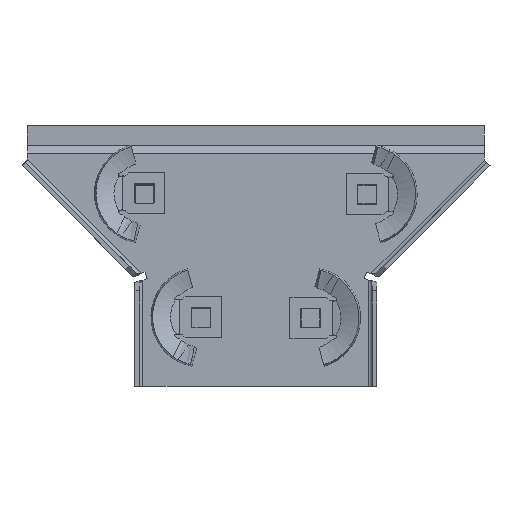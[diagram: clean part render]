
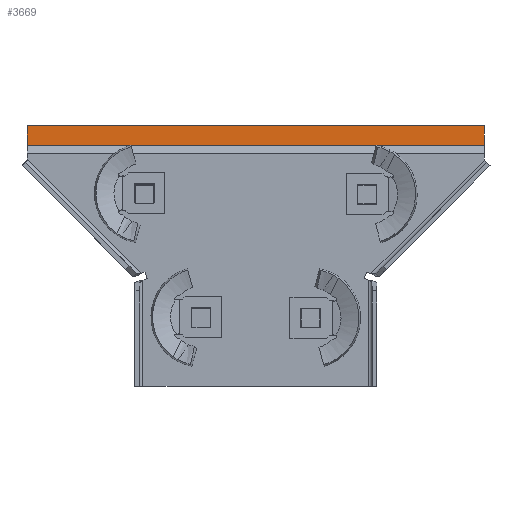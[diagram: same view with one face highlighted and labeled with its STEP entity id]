
A CAD part, front view. The second image highlights one B-rep face of the part: STEP entity #3669.
In plain terms, the highlighted planar face has unit normal (0, -1, 0).
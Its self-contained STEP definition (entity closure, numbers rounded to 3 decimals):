
#1 = LINE ( 'NONE', #5454, #5237 ) ;
#214 = CARTESIAN_POINT ( 'NONE',  ( 100.283, 1.253, -9.684 ) ) ;
#252 = DIRECTION ( 'NONE',  ( 0., 0., -1. ) ) ;
#289 = LINE ( 'NONE', #4774, #1363 ) ;
#647 = VERTEX_POINT ( 'NONE', #6279 ) ;
#670 = EDGE_CURVE ( 'NONE', #5325, #1930, #289, .T. ) ;
#698 = DIRECTION ( 'NONE',  ( 1., 0., 0. ) ) ;
#979 = VECTOR ( 'NONE', #4481, 1000. ) ;
#1020 = EDGE_CURVE ( 'NONE', #1530, #2063, #1895, .T. ) ;
#1084 = VECTOR ( 'NONE', #6116, 1000. ) ;
#1090 = LINE ( 'NONE', #3609, #979 ) ;
#1363 = VECTOR ( 'NONE', #698, 1000. ) ;
#1379 = ORIENTED_EDGE ( 'NONE', *, *, #1020, .F. ) ;
#1530 = VERTEX_POINT ( 'NONE', #3938 ) ;
#1784 = ORIENTED_EDGE ( 'NONE', *, *, #2441, .F. ) ;
#1895 = LINE ( 'NONE', #3369, #5733 ) ;
#1930 = VERTEX_POINT ( 'NONE', #2060 ) ;
#2060 = CARTESIAN_POINT ( 'NONE',  ( 100.283, 1.253, -0.818 ) ) ;
#2063 = VERTEX_POINT ( 'NONE', #214 ) ;
#2110 = CARTESIAN_POINT ( 'NONE',  ( 100.283, 1.253, -0.818 ) ) ;
#2258 = CARTESIAN_POINT ( 'NONE',  ( -100.283, 1.253, -9.062 ) ) ;
#2428 = CARTESIAN_POINT ( 'NONE',  ( -100.283, 1.253, -0.818 ) ) ;
#2441 = EDGE_CURVE ( 'NONE', #2063, #4250, #1, .T. ) ;
#2893 = FACE_OUTER_BOUND ( 'NONE', #5166, .T. ) ;
#3006 = ORIENTED_EDGE ( 'NONE', *, *, #3719, .F. ) ;
#3289 = AXIS2_PLACEMENT_3D ( 'NONE', #4421, #6450, #3943 ) ;
#3306 = ORIENTED_EDGE ( 'NONE', *, *, #670, .F. ) ;
#3351 = VECTOR ( 'NONE', #252, 1000. ) ;
#3369 = CARTESIAN_POINT ( 'NONE',  ( 100.283, 1.253, -116.018 ) ) ;
#3609 = CARTESIAN_POINT ( 'NONE',  ( -100.283, 1.253, -0.818 ) ) ;
#3669 = ADVANCED_FACE ( 'NONE', ( #2893 ), #4915, .T. ) ;
#3719 = EDGE_CURVE ( 'NONE', #1930, #1530, #4545, .T. ) ;
#3785 = DIRECTION ( 'NONE',  ( 0., 0., -1. ) ) ;
#3800 = EDGE_CURVE ( 'NONE', #647, #5325, #1090, .T. ) ;
#3938 = CARTESIAN_POINT ( 'NONE',  ( 100.283, 1.253, -9.062 ) ) ;
#3943 = DIRECTION ( 'NONE',  ( 0., 0., -1. ) ) ;
#4250 = VERTEX_POINT ( 'NONE', #4612 ) ;
#4402 = DIRECTION ( 'NONE',  ( -1., 0., 0. ) ) ;
#4421 = CARTESIAN_POINT ( 'NONE',  ( -100.283, 1.253, -116.018 ) ) ;
#4481 = DIRECTION ( 'NONE',  ( 0., 0., 1. ) ) ;
#4545 = LINE ( 'NONE', #2110, #1084 ) ;
#4612 = CARTESIAN_POINT ( 'NONE',  ( -100.283, 1.253, -9.684 ) ) ;
#4774 = CARTESIAN_POINT ( 'NONE',  ( 100.283, 1.253, -0.818 ) ) ;
#4915 = PLANE ( 'NONE',  #3289 ) ;
#5166 = EDGE_LOOP ( 'NONE', ( #5809, #5221, #1784, #1379, #3006, #3306 ) ) ;
#5189 = LINE ( 'NONE', #2258, #3351 ) ;
#5221 = ORIENTED_EDGE ( 'NONE', *, *, #5597, .T. ) ;
#5237 = VECTOR ( 'NONE', #4402, 1000. ) ;
#5325 = VERTEX_POINT ( 'NONE', #2428 ) ;
#5454 = CARTESIAN_POINT ( 'NONE',  ( -100.283, 1.253, -9.684 ) ) ;
#5597 = EDGE_CURVE ( 'NONE', #647, #4250, #5189, .T. ) ;
#5733 = VECTOR ( 'NONE', #3785, 1000. ) ;
#5809 = ORIENTED_EDGE ( 'NONE', *, *, #3800, .F. ) ;
#6116 = DIRECTION ( 'NONE',  ( 0., 0., -1. ) ) ;
#6279 = CARTESIAN_POINT ( 'NONE',  ( -100.283, 1.253, -9.062 ) ) ;
#6450 = DIRECTION ( 'NONE',  ( 0., -1., 0. ) ) ;
